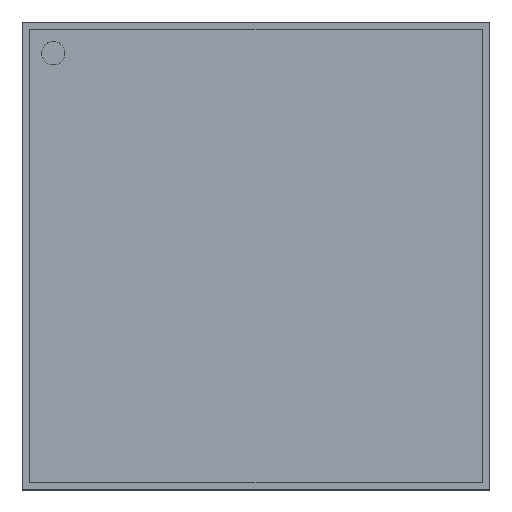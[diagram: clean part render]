
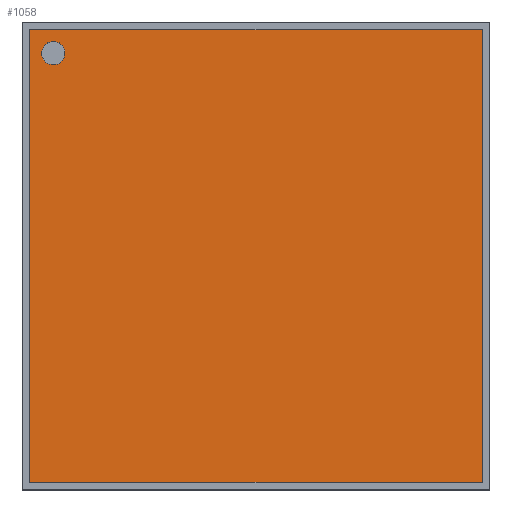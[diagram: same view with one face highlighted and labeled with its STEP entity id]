
A CAD part, top view. The second image highlights one B-rep face of the part: STEP entity #1058.
In plain terms, the highlighted planar face has unit normal (0, 0, 1).
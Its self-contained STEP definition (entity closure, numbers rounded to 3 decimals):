
#64=FACE_BOUND('',#298,.T.);
#72=PLANE('',#1222);
#94=LINE('',#1868,#119);
#95=LINE('',#1870,#120);
#96=LINE('',#1872,#121);
#97=LINE('',#1873,#122);
#119=VECTOR('',#1562,1.);
#120=VECTOR('',#1563,1.);
#121=VECTOR('',#1564,1.);
#122=VECTOR('',#1565,1.);
#185=FACE_OUTER_BOUND('',#297,.T.);
#297=EDGE_LOOP('',(#873,#874,#875,#876));
#298=EDGE_LOOP('',(#877));
#401=CIRCLE('',#1213,0.075);
#501=VERTEX_POINT('',#1825);
#515=VERTEX_POINT('',#1866);
#516=VERTEX_POINT('',#1867);
#517=VERTEX_POINT('',#1869);
#518=VERTEX_POINT('',#1871);
#617=EDGE_CURVE('',#501,#501,#401,.T.);
#636=EDGE_CURVE('',#515,#516,#94,.T.);
#637=EDGE_CURVE('',#516,#517,#95,.T.);
#638=EDGE_CURVE('',#517,#518,#96,.T.);
#639=EDGE_CURVE('',#518,#515,#97,.T.);
#873=ORIENTED_EDGE('',*,*,#636,.T.);
#874=ORIENTED_EDGE('',*,*,#637,.T.);
#875=ORIENTED_EDGE('',*,*,#638,.T.);
#876=ORIENTED_EDGE('',*,*,#639,.T.);
#877=ORIENTED_EDGE('',*,*,#617,.T.);
#1058=ADVANCED_FACE('',(#185,#64),#72,.F.);
#1213=AXIS2_PLACEMENT_3D('',#1826,#1525,#1526);
#1222=AXIS2_PLACEMENT_3D('',#1865,#1560,#1561);
#1525=DIRECTION('center_axis',(0.,0.,-1.));
#1526=DIRECTION('ref_axis',(1.,0.,0.));
#1560=DIRECTION('center_axis',(0.,0.,-1.));
#1561=DIRECTION('ref_axis',(1.,0.,0.));
#1562=DIRECTION('',(0.,1.,0.));
#1563=DIRECTION('',(-1.,0.,0.));
#1564=DIRECTION('',(0.,-1.,0.));
#1565=DIRECTION('',(1.,0.,0.));
#1825=CARTESIAN_POINT('',(-1.375,1.3,0.86));
#1826=CARTESIAN_POINT('Origin',(-1.3,1.3,0.86));
#1865=CARTESIAN_POINT('Origin',(0.,0.,0.86));
#1866=CARTESIAN_POINT('',(1.45,-1.45,0.86));
#1867=CARTESIAN_POINT('',(1.45,1.45,0.86));
#1868=CARTESIAN_POINT('',(1.45,0.,0.86));
#1869=CARTESIAN_POINT('',(-1.45,1.45,0.86));
#1870=CARTESIAN_POINT('',(0.,1.45,0.86));
#1871=CARTESIAN_POINT('',(-1.45,-1.45,0.86));
#1872=CARTESIAN_POINT('',(-1.45,0.,0.86));
#1873=CARTESIAN_POINT('',(0.,-1.45,0.86));
